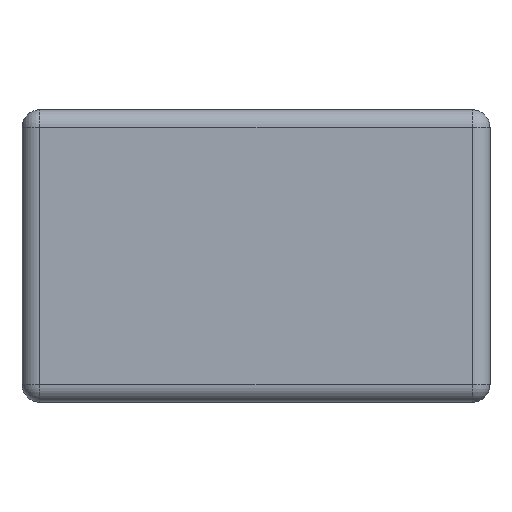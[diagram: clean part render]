
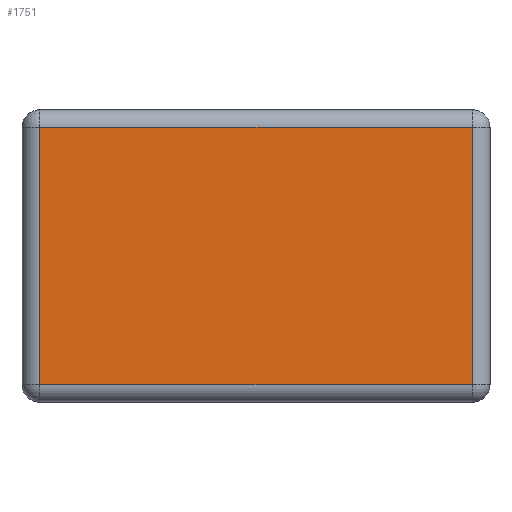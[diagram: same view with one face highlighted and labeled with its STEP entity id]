
A CAD part, left-side view. The second image highlights one B-rep face of the part: STEP entity #1751.
In plain terms, the highlighted planar face has unit normal (-1, 0, 0).
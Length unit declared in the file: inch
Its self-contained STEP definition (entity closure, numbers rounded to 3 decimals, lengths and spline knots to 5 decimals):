
#1751 = ADVANCED_FACE('',(#1752),#1766,.F.);
#1752 = FACE_BOUND('',#1753,.F.);
#1753 = EDGE_LOOP('',(#1754,#1789,#1817,#1845));
#1754 = ORIENTED_EDGE('',*,*,#1755,.F.);
#1755 = EDGE_CURVE('',#1756,#1758,#1760,.T.);
#1756 = VERTEX_POINT('',#1757);
#1757 = CARTESIAN_POINT('',(-0.06299,-0.02913,
    0.00236));
#1758 = VERTEX_POINT('',#1759);
#1759 = CARTESIAN_POINT('',(-0.06299,-0.02913,
    0.03701));
#1760 = SURFACE_CURVE('',#1761,(#1765,#1777),.PCURVE_S1.);
#1761 = LINE('',#1762,#1763);
#1762 = CARTESIAN_POINT('',(-0.06299,-0.02913,0.)
  );
#1763 = VECTOR('',#1764,0.03937);
#1764 = DIRECTION('',(0.,0.,1.));
#1765 = PCURVE('',#1766,#1771);
#1766 = PLANE('',#1767);
#1767 = AXIS2_PLACEMENT_3D('',#1768,#1769,#1770);
#1768 = CARTESIAN_POINT('',(-0.06299,-0.0315,0.));
#1769 = DIRECTION('',(1.,0.,0.));
#1770 = DIRECTION('',(0.,0.,1.));
#1771 = DEFINITIONAL_REPRESENTATION('',(#1772),#1776);
#1772 = LINE('',#1773,#1774);
#1773 = CARTESIAN_POINT('',(0.,-0.002));
#1774 = VECTOR('',#1775,1.);
#1775 = DIRECTION('',(1.,0.));
#1776 = ( GEOMETRIC_REPRESENTATION_CONTEXT(2) 
PARAMETRIC_REPRESENTATION_CONTEXT() REPRESENTATION_CONTEXT('2D SPACE',''
  ) );
#1777 = PCURVE('',#1778,#1783);
#1778 = CYLINDRICAL_SURFACE('',#1779,0.00236);
#1779 = AXIS2_PLACEMENT_3D('',#1780,#1781,#1782);
#1780 = CARTESIAN_POINT('',(-0.06063,-0.02913,0.)
  );
#1781 = DIRECTION('',(0.,0.,1.));
#1782 = DIRECTION('',(-1.,-0.,0.));
#1783 = DEFINITIONAL_REPRESENTATION('',(#1784),#1788);
#1784 = LINE('',#1785,#1786);
#1785 = CARTESIAN_POINT('',(0.,0.));
#1786 = VECTOR('',#1787,1.);
#1787 = DIRECTION('',(0.,1.));
#1788 = ( GEOMETRIC_REPRESENTATION_CONTEXT(2) 
PARAMETRIC_REPRESENTATION_CONTEXT() REPRESENTATION_CONTEXT('2D SPACE',''
  ) );
#1789 = ORIENTED_EDGE('',*,*,#1790,.T.);
#1790 = EDGE_CURVE('',#1756,#1791,#1793,.T.);
#1791 = VERTEX_POINT('',#1792);
#1792 = CARTESIAN_POINT('',(-0.06299,0.02913,
    0.00236));
#1793 = SURFACE_CURVE('',#1794,(#1798,#1805),.PCURVE_S1.);
#1794 = LINE('',#1795,#1796);
#1795 = CARTESIAN_POINT('',(-0.06299,-0.0315,
    0.00236));
#1796 = VECTOR('',#1797,0.03937);
#1797 = DIRECTION('',(0.,1.,0.));
#1798 = PCURVE('',#1766,#1799);
#1799 = DEFINITIONAL_REPRESENTATION('',(#1800),#1804);
#1800 = LINE('',#1801,#1802);
#1801 = CARTESIAN_POINT('',(0.002,0.));
#1802 = VECTOR('',#1803,1.);
#1803 = DIRECTION('',(0.,-1.));
#1804 = ( GEOMETRIC_REPRESENTATION_CONTEXT(2) 
PARAMETRIC_REPRESENTATION_CONTEXT() REPRESENTATION_CONTEXT('2D SPACE',''
  ) );
#1805 = PCURVE('',#1806,#1811);
#1806 = CYLINDRICAL_SURFACE('',#1807,0.00236);
#1807 = AXIS2_PLACEMENT_3D('',#1808,#1809,#1810);
#1808 = CARTESIAN_POINT('',(-0.06063,-0.0315,
    0.00236));
#1809 = DIRECTION('',(0.,1.,0.));
#1810 = DIRECTION('',(-1.,0.,0.));
#1811 = DEFINITIONAL_REPRESENTATION('',(#1812),#1816);
#1812 = LINE('',#1813,#1814);
#1813 = CARTESIAN_POINT('',(-0.,0.));
#1814 = VECTOR('',#1815,1.);
#1815 = DIRECTION('',(-0.,1.));
#1816 = ( GEOMETRIC_REPRESENTATION_CONTEXT(2) 
PARAMETRIC_REPRESENTATION_CONTEXT() REPRESENTATION_CONTEXT('2D SPACE',''
  ) );
#1817 = ORIENTED_EDGE('',*,*,#1818,.T.);
#1818 = EDGE_CURVE('',#1791,#1819,#1821,.T.);
#1819 = VERTEX_POINT('',#1820);
#1820 = CARTESIAN_POINT('',(-0.06299,0.02913,
    0.03701));
#1821 = SURFACE_CURVE('',#1822,(#1826,#1833),.PCURVE_S1.);
#1822 = LINE('',#1823,#1824);
#1823 = CARTESIAN_POINT('',(-0.06299,0.02913,0.));
#1824 = VECTOR('',#1825,0.03937);
#1825 = DIRECTION('',(0.,0.,1.));
#1826 = PCURVE('',#1766,#1827);
#1827 = DEFINITIONAL_REPRESENTATION('',(#1828),#1832);
#1828 = LINE('',#1829,#1830);
#1829 = CARTESIAN_POINT('',(0.,-0.061));
#1830 = VECTOR('',#1831,1.);
#1831 = DIRECTION('',(1.,0.));
#1832 = ( GEOMETRIC_REPRESENTATION_CONTEXT(2) 
PARAMETRIC_REPRESENTATION_CONTEXT() REPRESENTATION_CONTEXT('2D SPACE',''
  ) );
#1833 = PCURVE('',#1834,#1839);
#1834 = CYLINDRICAL_SURFACE('',#1835,0.00236);
#1835 = AXIS2_PLACEMENT_3D('',#1836,#1837,#1838);
#1836 = CARTESIAN_POINT('',(-0.06063,0.02913,0.));
#1837 = DIRECTION('',(0.,0.,1.));
#1838 = DIRECTION('',(-1.,-0.,0.));
#1839 = DEFINITIONAL_REPRESENTATION('',(#1840),#1844);
#1840 = LINE('',#1841,#1842);
#1841 = CARTESIAN_POINT('',(-0.,0.));
#1842 = VECTOR('',#1843,1.);
#1843 = DIRECTION('',(-0.,1.));
#1844 = ( GEOMETRIC_REPRESENTATION_CONTEXT(2) 
PARAMETRIC_REPRESENTATION_CONTEXT() REPRESENTATION_CONTEXT('2D SPACE',''
  ) );
#1845 = ORIENTED_EDGE('',*,*,#1846,.F.);
#1846 = EDGE_CURVE('',#1758,#1819,#1847,.T.);
#1847 = SURFACE_CURVE('',#1848,(#1852,#1859),.PCURVE_S1.);
#1848 = LINE('',#1849,#1850);
#1849 = CARTESIAN_POINT('',(-0.06299,-0.0315,
    0.03701));
#1850 = VECTOR('',#1851,0.03937);
#1851 = DIRECTION('',(0.,1.,0.));
#1852 = PCURVE('',#1766,#1853);
#1853 = DEFINITIONAL_REPRESENTATION('',(#1854),#1858);
#1854 = LINE('',#1855,#1856);
#1855 = CARTESIAN_POINT('',(0.037,0.));
#1856 = VECTOR('',#1857,1.);
#1857 = DIRECTION('',(0.,-1.));
#1858 = ( GEOMETRIC_REPRESENTATION_CONTEXT(2) 
PARAMETRIC_REPRESENTATION_CONTEXT() REPRESENTATION_CONTEXT('2D SPACE',''
  ) );
#1859 = PCURVE('',#1860,#1865);
#1860 = CYLINDRICAL_SURFACE('',#1861,0.00236);
#1861 = AXIS2_PLACEMENT_3D('',#1862,#1863,#1864);
#1862 = CARTESIAN_POINT('',(-0.06063,-0.0315,
    0.03701));
#1863 = DIRECTION('',(0.,1.,0.));
#1864 = DIRECTION('',(-1.,0.,0.));
#1865 = DEFINITIONAL_REPRESENTATION('',(#1866),#1870);
#1866 = LINE('',#1867,#1868);
#1867 = CARTESIAN_POINT('',(0.,0.));
#1868 = VECTOR('',#1869,1.);
#1869 = DIRECTION('',(0.,1.));
#1870 = ( GEOMETRIC_REPRESENTATION_CONTEXT(2) 
PARAMETRIC_REPRESENTATION_CONTEXT() REPRESENTATION_CONTEXT('2D SPACE',''
  ) );
